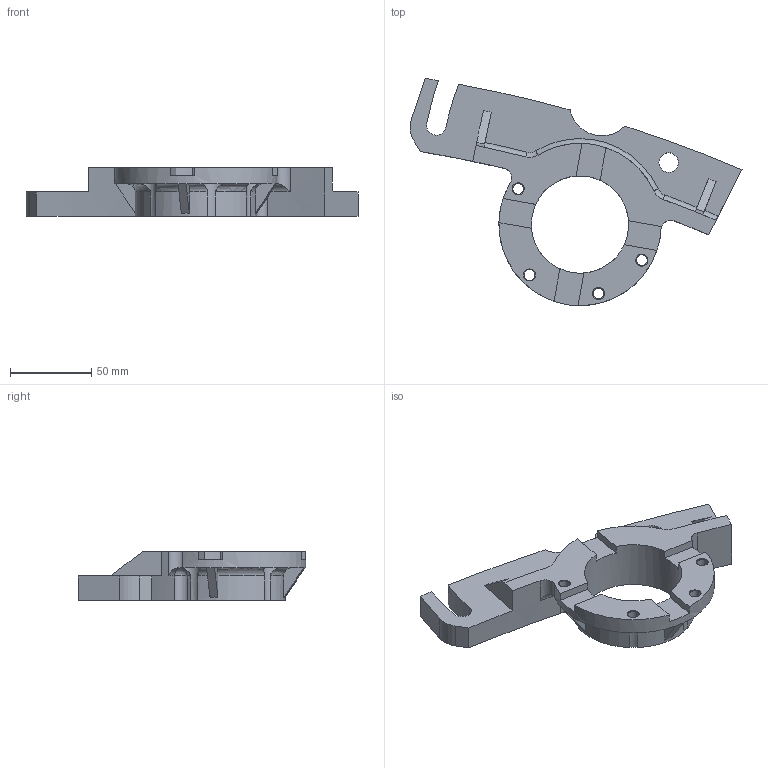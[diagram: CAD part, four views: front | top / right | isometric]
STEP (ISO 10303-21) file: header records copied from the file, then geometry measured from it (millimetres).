
FILE_DESCRIPTION(/* description */ (''),/* implementation_level */ '2;1');
FILE_NAME(/* name */ 'MOUNTED BRACKET.stp',/* time_stamp */ '2024-07-08T14:33:39+05:30',/* author */ (''),/* organization */ (''),/* preprocessor_version */ 'ST-DEVELOPER v20',/* originating_system */ 'SIEMENS PLM Software NX2312.4001',/* authorisation */ '');
FILE_SCHEMA (('AP203_CONFIGURATION_CONTROLLED_3D_DESIGN_OF_MECHANICAL_PARTS_AND_ASSEMBLIES_MIM_LF { 1 0 10303 403 2 1 2}'));
Length unit declared in the file: millimetre
Products named in the file (1): mtg_bracket_2
Bounding box: 204.68 x 140.11 x 30.02 mm (x, y, z)
Volume: 207941 mm3; surface area: 46268.6 mm2
Topology: 1 solids, 1 shells, 127 faces, 345 edges, 221 vertices
Faces by surface type: plane 57, cylinder 36, torus 16, bspline 8, cone 8, sphere 2
Full cylindrical faces by diameter (mm): 6.6 x4, 12 x1, 60 x1
Entity records: 4265 total; most frequent: CARTESIAN_POINT 1071, ORIENTED_EDGE 656, DIRECTION 638, EDGE_CURVE 328, AXIS2_PLACEMENT_3D 251, VERTEX_POINT 219, EDGE_LOOP 155, LINE 136
